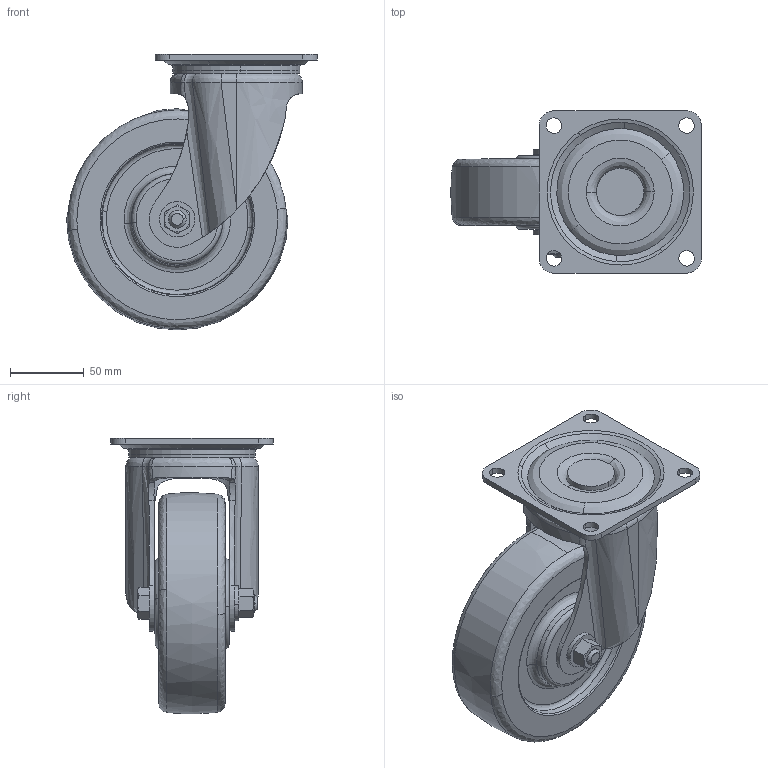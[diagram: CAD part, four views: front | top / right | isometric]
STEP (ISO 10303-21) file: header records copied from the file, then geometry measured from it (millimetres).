
FILE_DESCRIPTION((''),'2;1');
FILE_NAME('','2009-03-19T14:37:08',(''),(''),'','CADfix','');
FILE_SCHEMA(('AUTOMOTIVE_DESIGN { 1 0 10303 214 1 1 1 1 }'));
Length unit declared in the file: millimetre
Bounding box: 170 x 110 x 186.99 mm (x, y, z)
Volume: 917077 mm3; surface area: 148772.6 mm2
Topology: 5 solids, 5 shells, 242 faces, 727 edges, 511 vertices
Faces by surface type: bspline 242
Entity records: 11899 total; most frequent: CARTESIAN_POINT 7972, ORIENTED_EDGE 1450, EDGE_CURVE 725, VERTEX_POINT 511, EDGE_LOOP 278, FACE_OUTER_BOUND 242, ADVANCED_FACE 242, QUASI_UNIFORM_CURVE 183
